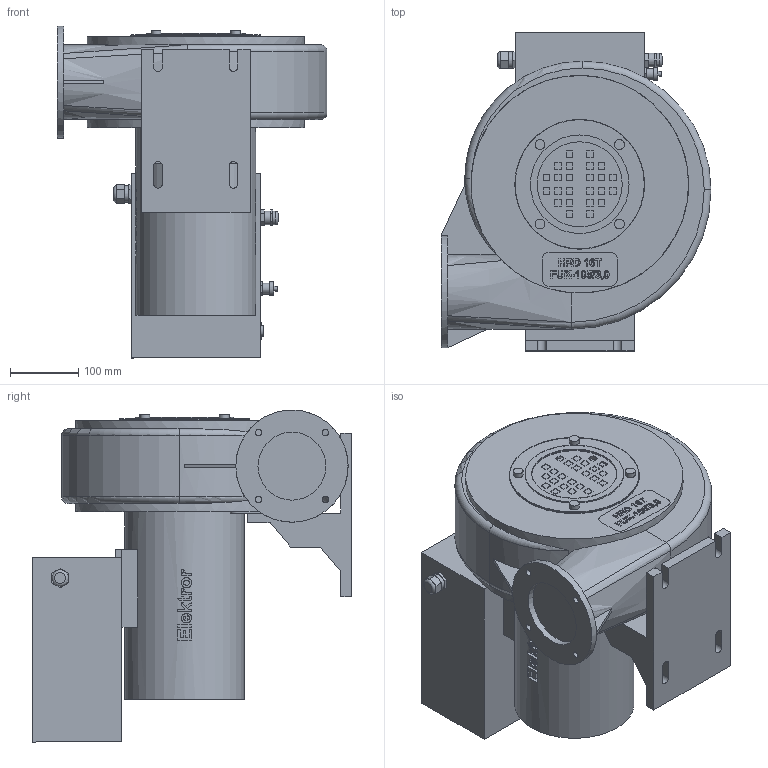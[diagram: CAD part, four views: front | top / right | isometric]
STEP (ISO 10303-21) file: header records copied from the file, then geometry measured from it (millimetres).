
FILE_DESCRIPTION(/* description */ ('HRD 16T FUK 105/3,0'),/* implementation_level */ '2;1');
FILE_NAME(/* name */ 'AttTemp.stp',/* time_stamp */ '2014-12-17T11:41:33+01:00',/* author */ ('luginsland'),/* organization */ (''),/* preprocessor_version */ 'ST-DEVELOPER v15.6',/* originating_system */ 'Autodesk Inventor 2015',/* authorisation */ '');
FILE_SCHEMA (('CONFIG_CONTROL_DESIGN'));
Length unit declared in the file: millimetre
Products named in the file (1): 01-TB-25602
Bounding box: 397 x 468 x 488.2 mm (x, y, z)
Volume: 29610074.9 mm3; surface area: 1006103.2 mm2
Topology: 1 solids, 13 shells, 727 faces, 1981 edges, 1363 vertices
Faces by surface type: plane 499, bspline 149, cylinder 62, torus 10, cone 7
Full cylindrical faces by diameter (mm): 3 x2, 6.65 x4, 7 x1, 7.5 x6, 9.5 x4, 14.4 x4, 16 x2, 20 x3, 24 x1, 100 x1, 125 x2, 145 x1, 176 x1, 190 x1, 191 x1, 320 x2
Entity records: 24900 total; most frequent: CARTESIAN_POINT 6800, ORIENTED_EDGE 3832, DIRECTION 2877, EDGE_CURVE 1916, VERTEX_POINT 1343, LINE 1333, VECTOR 1333, EDGE_LOOP 913
